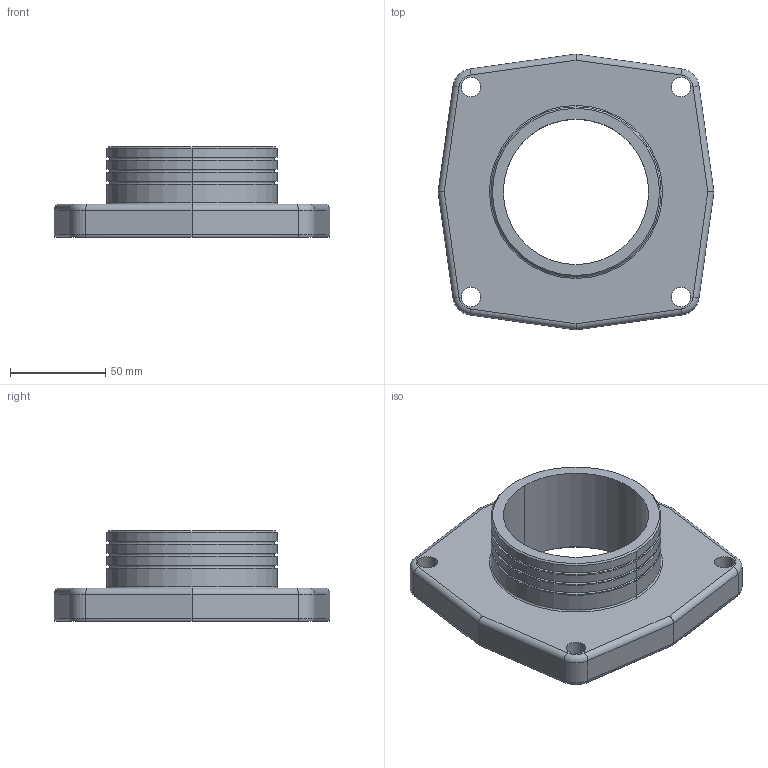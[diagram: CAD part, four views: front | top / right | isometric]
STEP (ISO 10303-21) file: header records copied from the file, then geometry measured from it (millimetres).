
FILE_DESCRIPTION((''),'2;1');
FILE_NAME('C17731_PRT','2006-03-17T',('work1'),(''),'PRO/ENGINEER BY PARAMETRIC TECHNOLOGY CORPORATION, 2005110','PRO/ENGINEER BY PARAMETRIC TECHNOLOGY CORPORATION, 2005110','');
FILE_SCHEMA(('CONFIG_CONTROL_DESIGN'));
Length unit declared in the file: inch
Products named in the file (1): C17731_PRT
Bounding box: 144.46 x 144.46 x 47.62 mm (x, y, z)
Volume: 280766.9 mm3; surface area: 58473.8 mm2
Topology: 1 solids, 1 shells, 75 faces, 168 edges, 102 vertices
Faces by surface type: cylinder 38, plane 17, torus 16, cone 4
Entity records: 2184 total; most frequent: DIRECTION 404, CARTESIAN_POINT 389, ORIENTED_EDGE 336, AXIS2_PLACEMENT_3D 169, EDGE_CURVE 168, VERTEX_POINT 102, CIRCLE 94, EDGE_LOOP 92
